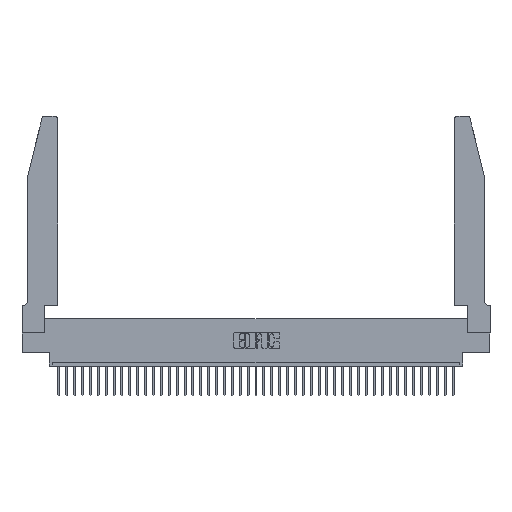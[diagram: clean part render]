
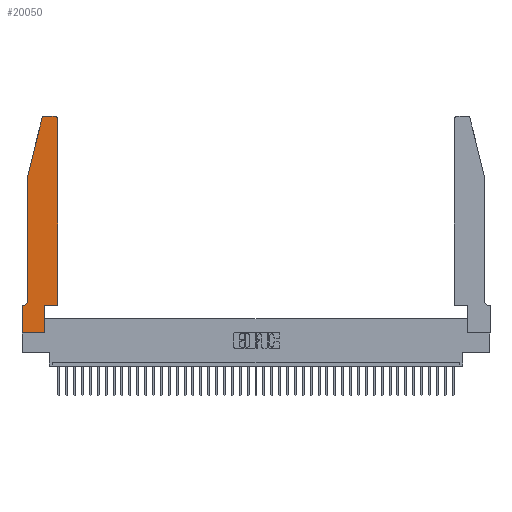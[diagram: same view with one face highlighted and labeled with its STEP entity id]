
A CAD part, top view. The second image highlights one B-rep face of the part: STEP entity #20050.
In plain terms, the highlighted planar face has unit normal (0, 0, 1).
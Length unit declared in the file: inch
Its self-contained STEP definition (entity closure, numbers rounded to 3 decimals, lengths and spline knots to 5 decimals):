
#233 = ORIENTED_EDGE ( 'NONE', *, *, #10924, .T. ) ;
#356 = CARTESIAN_POINT ( 'NONE',  ( 0.4505, 2.72, 0.37 ) ) ;
#698 = VECTOR ( 'NONE', #9949, 39.37008 ) ;
#797 = ORIENTED_EDGE ( 'NONE', *, *, #39894, .T. ) ;
#1040 = ORIENTED_EDGE ( 'NONE', *, *, #10725, .T. ) ;
#1166 = EDGE_CURVE ( 'NONE', #31370, #33804, #27069, .T. ) ;
#1227 = PLANE ( 'NONE',  #19514 ) ;
#2141 = CARTESIAN_POINT ( 'NONE',  ( 0.0755, 2., 0.37 ) ) ;
#2642 = CARTESIAN_POINT ( 'NONE',  ( 0.4505, 0.35, 0.37 ) ) ;
#3268 = LINE ( 'NONE', #2642, #12902 ) ;
#3609 = ORIENTED_EDGE ( 'NONE', *, *, #1166, .T. ) ;
#3991 = CARTESIAN_POINT ( 'NONE',  ( 0.0055, 0.42, 0.37 ) ) ;
#4356 = LINE ( 'NONE', #2141, #33299 ) ;
#5140 = CARTESIAN_POINT ( 'NONE',  ( 0.2865, 0.35, 0.37 ) ) ;
#5147 = VERTEX_POINT ( 'NONE', #27607 ) ;
#5446 = CIRCLE ( 'NONE', #24649, 0.07 ) ;
#6031 = LINE ( 'NONE', #5140, #39577 ) ;
#6349 = ORIENTED_EDGE ( 'NONE', *, *, #33309, .T. ) ;
#6565 = CARTESIAN_POINT ( 'NONE',  ( 0., 0., 0.37 ) ) ;
#6785 = LINE ( 'NONE', #33878, #11346 ) ;
#7553 = CARTESIAN_POINT ( 'NONE',  ( 0.25487, 2.72718, 0.37 ) ) ;
#7739 = DIRECTION ( 'NONE',  ( 0., 0., 1. ) ) ;
#9003 = FACE_OUTER_BOUND ( 'NONE', #14249, .T. ) ;
#9099 = AXIS2_PLACEMENT_3D ( 'NONE', #37129, #14248, #17518 ) ;
#9177 = LINE ( 'NONE', #23575, #29550 ) ;
#9266 = DIRECTION ( 'NONE',  ( 0., 1., 0. ) ) ;
#9296 = LINE ( 'NONE', #14078, #32702 ) ;
#9893 = VERTEX_POINT ( 'NONE', #33882 ) ;
#9949 = DIRECTION ( 'NONE',  ( 0., -1., 0. ) ) ;
#10725 = EDGE_CURVE ( 'NONE', #9893, #33100, #3268, .T. ) ;
#10924 = EDGE_CURVE ( 'NONE', #33445, #9893, #9296, .T. ) ;
#10963 = DIRECTION ( 'NONE',  ( 1., 0., 0. ) ) ;
#11020 = CARTESIAN_POINT ( 'NONE',  ( 0., 0., 0.37 ) ) ;
#11346 = VECTOR ( 'NONE', #23984, 39.37008 ) ;
#11559 = ORIENTED_EDGE ( 'NONE', *, *, #17145, .T. ) ;
#12301 = EDGE_CURVE ( 'NONE', #22487, #30085, #14280, .T. ) ;
#12371 = LINE ( 'NONE', #6565, #698 ) ;
#12902 = VECTOR ( 'NONE', #9266, 39.37008 ) ;
#13304 = VECTOR ( 'NONE', #29245, 39.37008 ) ;
#14078 = CARTESIAN_POINT ( 'NONE',  ( 0.4505, 0.35, 0.37 ) ) ;
#14248 = DIRECTION ( 'NONE',  ( 0., 0., 1. ) ) ;
#14249 = EDGE_LOOP ( 'NONE', ( #3609, #35231, #37233, #28288, #25243, #16918, #11559, #35177, #6349, #233, #1040, #797 ) ) ;
#14280 = LINE ( 'NONE', #37205, #21921 ) ;
#15585 = DIRECTION ( 'NONE',  ( -1., 0., 0. ) ) ;
#16177 = VERTEX_POINT ( 'NONE', #7553 ) ;
#16918 = ORIENTED_EDGE ( 'NONE', *, *, #12301, .T. ) ;
#17145 = EDGE_CURVE ( 'NONE', #30085, #32689, #12371, .T. ) ;
#17518 = DIRECTION ( 'NONE',  ( 1., 0., 0. ) ) ;
#17882 = CARTESIAN_POINT ( 'NONE',  ( 0.284, 2.75, 0.37 ) ) ;
#19118 = CARTESIAN_POINT ( 'NONE',  ( 0.0755, 0.42, 0.37 ) ) ;
#19426 = VERTEX_POINT ( 'NONE', #23718 ) ;
#19514 = AXIS2_PLACEMENT_3D ( 'NONE', #30196, #7739, #33430 ) ;
#20027 = DIRECTION ( 'NONE',  ( 0., 0., -1. ) ) ;
#20050 = ADVANCED_FACE ( 'NONE', ( #9003 ), #1227, .T. ) ;
#21041 = DIRECTION ( 'NONE',  ( -0.239, -0.971, 0. ) ) ;
#21135 = CARTESIAN_POINT ( 'NONE',  ( 0., 0.35, 0.37 ) ) ;
#21214 = DIRECTION ( 'NONE',  ( 0., 1., 0. ) ) ;
#21921 = VECTOR ( 'NONE', #15585, 39.37008 ) ;
#22047 = CARTESIAN_POINT ( 'NONE',  ( 0.2865, 0.35, 0.37 ) ) ;
#22487 = VERTEX_POINT ( 'NONE', #36760 ) ;
#23575 = CARTESIAN_POINT ( 'NONE',  ( 0., 0., 0.37 ) ) ;
#23718 = CARTESIAN_POINT ( 'NONE',  ( 0.2865, 0., 0.37 ) ) ;
#23984 = DIRECTION ( 'NONE',  ( 0., -1., 0. ) ) ;
#24649 = AXIS2_PLACEMENT_3D ( 'NONE', #3991, #20027, #36344 ) ;
#24994 = DIRECTION ( 'NONE',  ( 0., 0., 1. ) ) ;
#25029 = CIRCLE ( 'NONE', #9099, 0.03 ) ;
#25243 = ORIENTED_EDGE ( 'NONE', *, *, #40963, .T. ) ;
#25949 = AXIS2_PLACEMENT_3D ( 'NONE', #34183, #24994, #27837 ) ;
#27069 = LINE ( 'NONE', #34467, #13304 ) ;
#27136 = DIRECTION ( 'NONE',  ( 1., 0., 0. ) ) ;
#27607 = CARTESIAN_POINT ( 'NONE',  ( 0.0755, 2., 0.37 ) ) ;
#27837 = DIRECTION ( 'NONE',  ( 1., 0., 0. ) ) ;
#28288 = ORIENTED_EDGE ( 'NONE', *, *, #29904, .T. ) ;
#29245 = DIRECTION ( 'NONE',  ( -1., 0., 0. ) ) ;
#29550 = VECTOR ( 'NONE', #27136, 39.37008 ) ;
#29904 = EDGE_CURVE ( 'NONE', #5147, #41644, #6785, .T. ) ;
#30085 = VERTEX_POINT ( 'NONE', #21135 ) ;
#30196 = CARTESIAN_POINT ( 'NONE',  ( 0., 0.35, 0.37 ) ) ;
#31370 = VERTEX_POINT ( 'NONE', #41474 ) ;
#31826 = EDGE_CURVE ( 'NONE', #32689, #19426, #9177, .T. ) ;
#32464 = CIRCLE ( 'NONE', #25949, 0.03 ) ;
#32689 = VERTEX_POINT ( 'NONE', #11020 ) ;
#32702 = VECTOR ( 'NONE', #10963, 39.37008 ) ;
#33100 = VERTEX_POINT ( 'NONE', #356 ) ;
#33299 = VECTOR ( 'NONE', #21041, 39.37008 ) ;
#33309 = EDGE_CURVE ( 'NONE', #19426, #33445, #6031, .T. ) ;
#33430 = DIRECTION ( 'NONE',  ( 1., 0., 0. ) ) ;
#33445 = VERTEX_POINT ( 'NONE', #22047 ) ;
#33780 = EDGE_CURVE ( 'NONE', #16177, #5147, #4356, .T. ) ;
#33804 = VERTEX_POINT ( 'NONE', #17882 ) ;
#33878 = CARTESIAN_POINT ( 'NONE',  ( 0.0755, 2., 0.37 ) ) ;
#33882 = CARTESIAN_POINT ( 'NONE',  ( 0.4505, 0.35, 0.37 ) ) ;
#34183 = CARTESIAN_POINT ( 'NONE',  ( 0.4205, 2.72, 0.37 ) ) ;
#34467 = CARTESIAN_POINT ( 'NONE',  ( 0.2605, 2.75, 0.37 ) ) ;
#35177 = ORIENTED_EDGE ( 'NONE', *, *, #31826, .T. ) ;
#35231 = ORIENTED_EDGE ( 'NONE', *, *, #35675, .T. ) ;
#35675 = EDGE_CURVE ( 'NONE', #33804, #16177, #25029, .T. ) ;
#36344 = DIRECTION ( 'NONE',  ( -1., 0., 0. ) ) ;
#36760 = CARTESIAN_POINT ( 'NONE',  ( 0.0055, 0.35, 0.37 ) ) ;
#37129 = CARTESIAN_POINT ( 'NONE',  ( 0.284, 2.72, 0.37 ) ) ;
#37205 = CARTESIAN_POINT ( 'NONE',  ( 0.0755, 0.35, 0.37 ) ) ;
#37233 = ORIENTED_EDGE ( 'NONE', *, *, #33780, .T. ) ;
#39577 = VECTOR ( 'NONE', #21214, 39.37008 ) ;
#39894 = EDGE_CURVE ( 'NONE', #33100, #31370, #32464, .T. ) ;
#40963 = EDGE_CURVE ( 'NONE', #41644, #22487, #5446, .T. ) ;
#41474 = CARTESIAN_POINT ( 'NONE',  ( 0.4205, 2.75, 0.37 ) ) ;
#41644 = VERTEX_POINT ( 'NONE', #19118 ) ;
